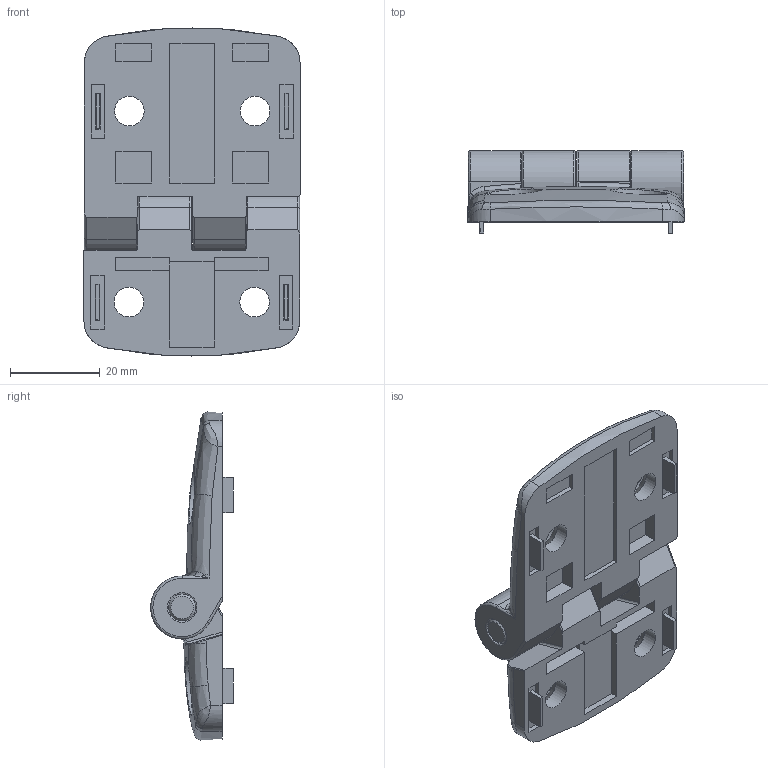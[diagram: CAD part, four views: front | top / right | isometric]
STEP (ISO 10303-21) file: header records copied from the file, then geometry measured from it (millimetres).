
FILE_DESCRIPTION((''),'2;1');
FILE_NAME('AR3366.stp','2016-08-04T14:06:07',('Envy'),(''),'Autodesk Inventor 2013','Autodesk Inventor 2013','');
FILE_SCHEMA(('AUTOMOTIVE_DESIGN { 1 0 10303 214 1 1 1 1 }'));
Length unit declared in the file: millimetre
Products named in the file (4): AR3366; AR3366 1; AR3366 2; AR3366 3
Assembly tree (3 placements, depth 2):
  AR3366
    AR3366 1
    AR3366 2
    AR3366 3
Bounding box: 48.1 x 18.4 x 73 mm (x, y, z)
Volume: 23671.2 mm3; surface area: 12921.5 mm2
Topology: 3 solids, 3 shells, 229 faces, 581 edges, 360 vertices
Faces by surface type: plane 106, bspline 60, cylinder 43, torus 14, cone 6
Full cylindrical faces by diameter (mm): 6 x5, 6.2 x1, 6.6 x4, 13 x2
Entity records: 9679 total; most frequent: CARTESIAN_POINT 4489, ORIENTED_EDGE 1092, DIRECTION 948, EDGE_CURVE 546, VERTEX_POINT 354, AXIS2_PLACEMENT_3D 338, EDGE_LOOP 276, VECTOR 272
